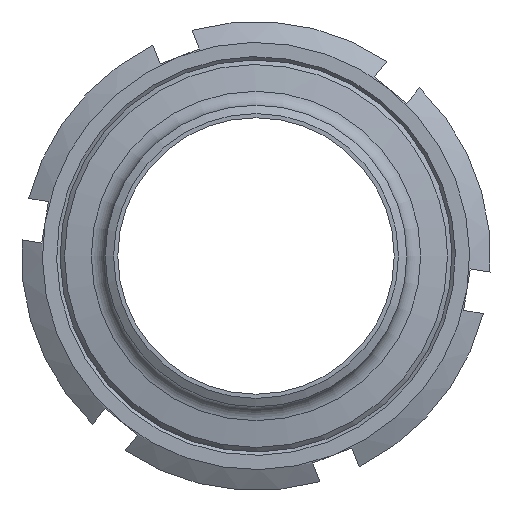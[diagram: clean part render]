
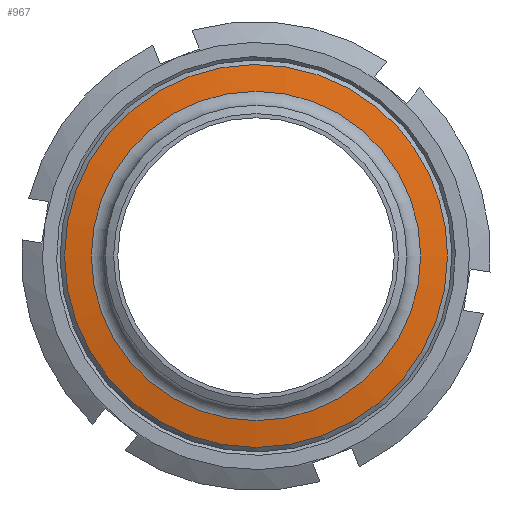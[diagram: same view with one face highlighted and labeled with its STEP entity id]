
A CAD part, left-side view. The second image highlights one B-rep face of the part: STEP entity #967.
In plain terms, the highlighted conical face has half-angle 80 degrees and reference radius 41.671 mm.
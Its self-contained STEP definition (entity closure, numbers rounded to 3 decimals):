
#159=FACE_BOUND('',#262,.T.);
#190=FACE_OUTER_BOUND('',#261,.T.);
#261=EDGE_LOOP('',(#629));
#262=EDGE_LOOP('',(#630));
#351=CIRCLE('',#1035,45.713);
#356=CIRCLE('',#1042,39.305);
#405=VERTEX_POINT('',#1425);
#410=VERTEX_POINT('',#1437);
#495=EDGE_CURVE('',#405,#405,#351,.T.);
#500=EDGE_CURVE('',#410,#410,#356,.T.);
#629=ORIENTED_EDGE('',*,*,#495,.T.);
#630=ORIENTED_EDGE('',*,*,#500,.F.);
#874=CONICAL_SURFACE('',#1045,41.671,80.);
#967=ADVANCED_FACE('',(#190,#159),#874,.T.);
#1035=AXIS2_PLACEMENT_3D('',#1426,#1159,#1160);
#1042=AXIS2_PLACEMENT_3D('',#1438,#1173,#1174);
#1045=AXIS2_PLACEMENT_3D('',#1442,#1179,#1180);
#1159=DIRECTION('center_axis',(-1.,0.,0.));
#1160=DIRECTION('ref_axis',(0.,1.,0.));
#1173=DIRECTION('center_axis',(-1.,0.,0.));
#1174=DIRECTION('ref_axis',(0.,-1.,0.));
#1179=DIRECTION('center_axis',(1.,0.,0.));
#1180=DIRECTION('ref_axis',(0.,1.,0.));
#1425=CARTESIAN_POINT('',(-16.287,-45.713,0.));
#1426=CARTESIAN_POINT('Origin',(-16.287,0.,0.));
#1437=CARTESIAN_POINT('',(-17.417,39.305,0.));
#1438=CARTESIAN_POINT('Origin',(-17.417,0.,0.));
#1442=CARTESIAN_POINT('Origin',(-17.,0.,0.));
